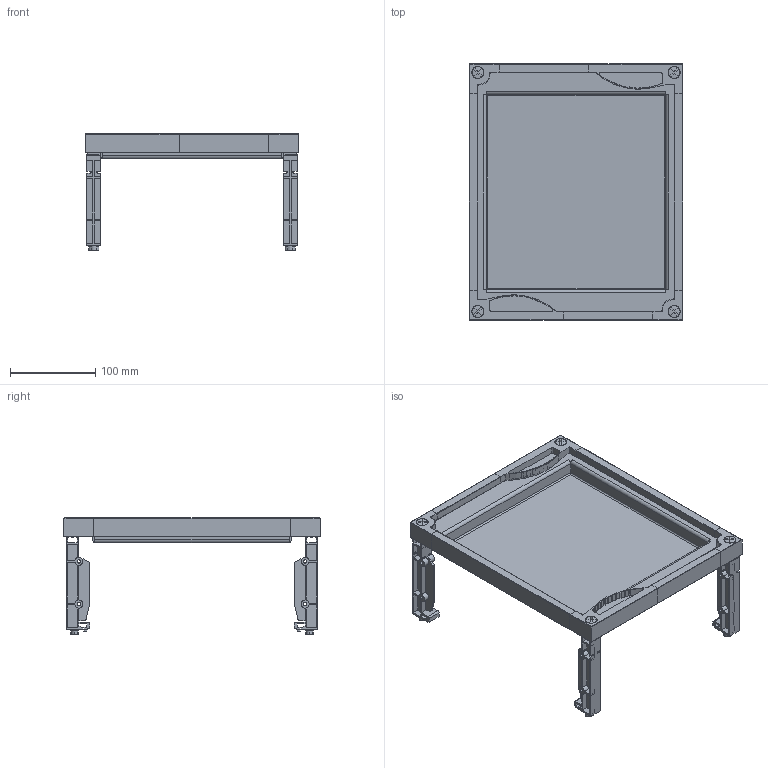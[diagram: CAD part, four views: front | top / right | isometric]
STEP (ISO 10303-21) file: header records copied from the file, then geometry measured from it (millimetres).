
FILE_DESCRIPTION(('STEP AP214'),'1');
FILE_NAME('cctmp_ACD2812C-851F-470F-91ED-5EE25250EE3A_2023_07_22_15_09_02_0872..stp','2023-07-22T13:09:04',('SIEMENS A&D'),('CADClick - www.CADClick.com'),'Spatial InterOp 3D postprocessed',' ','unknown authorization');
FILE_SCHEMA(('AUTOMOTIVE_DESIGN'));
Length unit declared in the file: millimetre
Products named in the file (11): cc_unnamed; 2023_07_22_15_09_02_0809; 2023_07_22_15_09_02_0805; 2023_07_22_15_09_02_0801; 2023_07_22_15_09_02_0797; 2023_07_22_15_09_02_0793; 2023_07_22_15_09_02_0789; 2023_07_22_15_09_02_0785; 2023_07_22_15_09_02_0782; 2023_07_22_15_09_02_0778; 2023_07_22_15_09_02_0774
Assembly tree (10 placements, depth 2):
  cc_unnamed
    2023_07_22_15_09_02_0809
    2023_07_22_15_09_02_0805
    2023_07_22_15_09_02_0801
    2023_07_22_15_09_02_0797
    2023_07_22_15_09_02_0793
    2023_07_22_15_09_02_0789
    2023_07_22_15_09_02_0785
    2023_07_22_15_09_02_0782
    2023_07_22_15_09_02_0778
    2023_07_22_15_09_02_0774
Bounding box: 250 x 300 x 137.23 mm (x, y, z)
Volume: 486122.6 mm3; surface area: 331782.3 mm2
Topology: 10 solids, 10 shells, 1368 faces, 3790 edges, 2484 vertices
Faces by surface type: plane 956, cylinder 376, torus 28, cone 8
Entity records: 48474 total; most frequent: CARTESIAN_POINT 8345, ORIENTED_EDGE 7580, DIRECTION 7352, EDGE_CURVE 3790, LINE 2834, VECTOR 2834, VERTEX_POINT 2484, AXIS2_PLACEMENT_3D 2259
